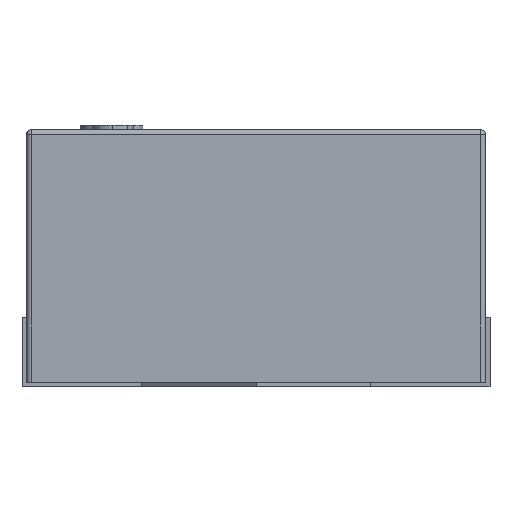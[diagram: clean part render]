
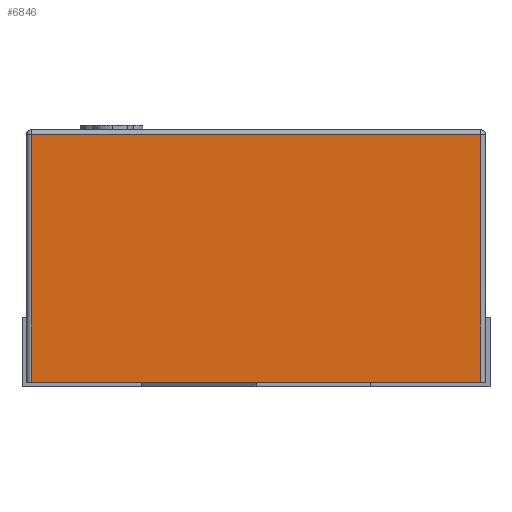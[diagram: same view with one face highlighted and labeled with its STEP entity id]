
A CAD part, left-side view. The second image highlights one B-rep face of the part: STEP entity #6846.
In plain terms, the highlighted planar face has unit normal (-1, 0, 0).
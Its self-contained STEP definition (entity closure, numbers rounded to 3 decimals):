
#236 = EDGE_LOOP ( 'NONE', ( #520, #13834, #14332, #15001 ) ) ;
#325 = PLANE ( 'NONE',  #3995 ) ;
#470 = VERTEX_POINT ( 'NONE', #8986 ) ;
#520 = ORIENTED_EDGE ( 'NONE', *, *, #3106, .T. ) ;
#584 = VERTEX_POINT ( 'NONE', #7232 ) ;
#889 = DIRECTION ( 'NONE',  ( 0., 0., 1. ) ) ;
#1153 = DIRECTION ( 'NONE',  ( 0., 0., -1. ) ) ;
#2261 = CARTESIAN_POINT ( 'NONE',  ( -0.5, 0.5, 0.54 ) ) ;
#2791 = CARTESIAN_POINT ( 'NONE',  ( -0.5, 0.5, 0. ) ) ;
#3015 = EDGE_CURVE ( 'NONE', #5873, #12307, #5669, .T. ) ;
#3106 = EDGE_CURVE ( 'NONE', #12307, #470, #16496, .T. ) ;
#3391 = CARTESIAN_POINT ( 'NONE',  ( -0.5, -0.49, 0.54 ) ) ;
#3859 = CARTESIAN_POINT ( 'NONE',  ( -0.5, 0.49, 0.55 ) ) ;
#3995 = AXIS2_PLACEMENT_3D ( 'NONE', #15683, #6815, #5619 ) ;
#4463 = CARTESIAN_POINT ( 'NONE',  ( -0.5, -0.49, 0. ) ) ;
#5488 = EDGE_CURVE ( 'NONE', #470, #584, #7611, .T. ) ;
#5619 = DIRECTION ( 'NONE',  ( 0., 1., 0. ) ) ;
#5669 = LINE ( 'NONE', #12729, #14793 ) ;
#5685 = DIRECTION ( 'NONE',  ( 0., -1., 0. ) ) ;
#5873 = VERTEX_POINT ( 'NONE', #4463 ) ;
#6815 = DIRECTION ( 'NONE',  ( 1., 0., 0. ) ) ;
#6846 = ADVANCED_FACE ( 'NONE', ( #15946 ), #325, .F. ) ;
#7045 = DIRECTION ( 'NONE',  ( 0., 1., 0. ) ) ;
#7232 = CARTESIAN_POINT ( 'NONE',  ( -0.5, 0.49, 0. ) ) ;
#7499 = VECTOR ( 'NONE', #1153, 1000. ) ;
#7611 = LINE ( 'NONE', #3859, #7499 ) ;
#7896 = VECTOR ( 'NONE', #5685, 1000. ) ;
#8986 = CARTESIAN_POINT ( 'NONE',  ( -0.5, 0.49, 0.54 ) ) ;
#12247 = EDGE_CURVE ( 'NONE', #584, #5873, #13386, .T. ) ;
#12307 = VERTEX_POINT ( 'NONE', #3391 ) ;
#12317 = VECTOR ( 'NONE', #7045, 1000. ) ;
#12729 = CARTESIAN_POINT ( 'NONE',  ( -0.5, -0.49, 0.55 ) ) ;
#13386 = LINE ( 'NONE', #2791, #7896 ) ;
#13834 = ORIENTED_EDGE ( 'NONE', *, *, #5488, .T. ) ;
#14332 = ORIENTED_EDGE ( 'NONE', *, *, #12247, .T. ) ;
#14793 = VECTOR ( 'NONE', #889, 1000. ) ;
#15001 = ORIENTED_EDGE ( 'NONE', *, *, #3015, .T. ) ;
#15683 = CARTESIAN_POINT ( 'NONE',  ( -0.5, 0.5, 0.55 ) ) ;
#15946 = FACE_OUTER_BOUND ( 'NONE', #236, .T. ) ;
#16496 = LINE ( 'NONE', #2261, #12317 ) ;
